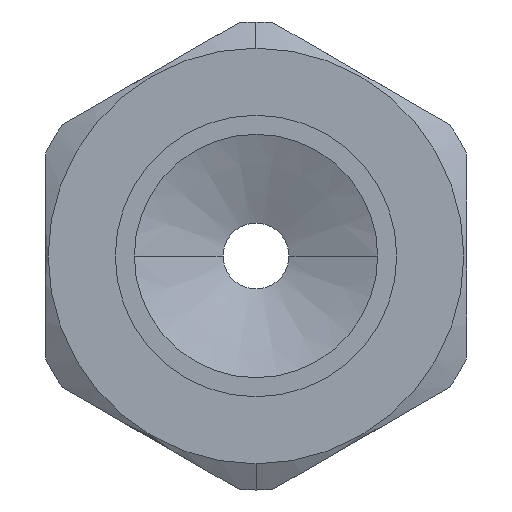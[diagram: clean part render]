
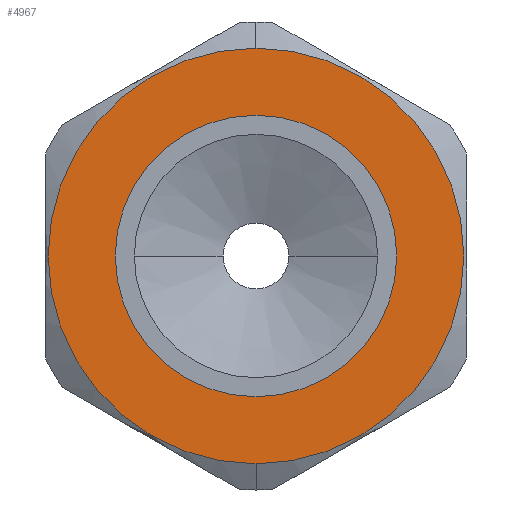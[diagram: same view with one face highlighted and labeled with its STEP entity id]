
A CAD part, front view. The second image highlights one B-rep face of the part: STEP entity #4967.
In plain terms, the highlighted planar face has unit normal (0, -1, 0).
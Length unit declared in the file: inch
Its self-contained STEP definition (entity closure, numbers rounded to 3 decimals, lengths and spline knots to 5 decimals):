
#260 = ORIENTED_EDGE ( 'NONE', *, *, #8403, .T. ) ;
#323 = CIRCLE ( 'NONE', #4516, 0.555 ) ;
#792 = CIRCLE ( 'NONE', #8378, 0.555 ) ;
#807 = CARTESIAN_POINT ( 'NONE',  ( 0., 1.1325, 0. ) ) ;
#1102 = EDGE_CURVE ( 'NONE', #1714, #5264, #1849, .T. ) ;
#1714 = VERTEX_POINT ( 'NONE', #4886 ) ;
#1849 = CIRCLE ( 'NONE', #8357, 0.376 ) ;
#2415 = DIRECTION ( 'NONE',  ( -1., 0., 0. ) ) ;
#2939 = VERTEX_POINT ( 'NONE', #8679 ) ;
#3233 = ORIENTED_EDGE ( 'NONE', *, *, #7754, .T. ) ;
#3732 = ORIENTED_EDGE ( 'NONE', *, *, #4453, .T. ) ;
#3991 = CARTESIAN_POINT ( 'NONE',  ( 0., 1.1325, 0. ) ) ;
#4129 = PLANE ( 'NONE',  #10287 ) ;
#4174 = DIRECTION ( 'NONE',  ( 1., 0., 0. ) ) ;
#4453 = EDGE_CURVE ( 'NONE', #5264, #1714, #10929, .T. ) ;
#4516 = AXIS2_PLACEMENT_3D ( 'NONE', #6296, #6115, #5267 ) ;
#4843 = EDGE_LOOP ( 'NONE', ( #9909, #3732 ) ) ;
#4886 = CARTESIAN_POINT ( 'NONE',  ( -0.376, 1.1325, 0. ) ) ;
#4967 = ADVANCED_FACE ( 'NONE', ( #11077, #9849 ), #4129, .T. ) ;
#4997 = DIRECTION ( 'NONE',  ( 0., -1., 0. ) ) ;
#5124 = CARTESIAN_POINT ( 'NONE',  ( -0.376, 1.1325, 0. ) ) ;
#5264 = VERTEX_POINT ( 'NONE', #5933 ) ;
#5267 = DIRECTION ( 'NONE',  ( 0., 0., -1. ) ) ;
#5933 = CARTESIAN_POINT ( 'NONE',  ( 0.376, 1.1325, 0. ) ) ;
#6115 = DIRECTION ( 'NONE',  ( 0., -1., 0. ) ) ;
#6296 = CARTESIAN_POINT ( 'NONE',  ( 0., 1.1325, 0. ) ) ;
#6318 = DIRECTION ( 'NONE',  ( 0., 1., 0. ) ) ;
#7235 = CARTESIAN_POINT ( 'NONE',  ( 0., 1.1325, 0.555 ) ) ;
#7711 = DIRECTION ( 'NONE',  ( -1., 0., 0. ) ) ;
#7754 = EDGE_CURVE ( 'NONE', #2939, #11856, #792, .T. ) ;
#8357 = AXIS2_PLACEMENT_3D ( 'NONE', #10201, #6318, #2415 ) ;
#8378 = AXIS2_PLACEMENT_3D ( 'NONE', #3991, #4997, #11885 ) ;
#8403 = EDGE_CURVE ( 'NONE', #11856, #2939, #323, .T. ) ;
#8679 = CARTESIAN_POINT ( 'NONE',  ( 0., 1.1325, -0.555 ) ) ;
#9849 = FACE_OUTER_BOUND ( 'NONE', #10668, .T. ) ;
#9909 = ORIENTED_EDGE ( 'NONE', *, *, #1102, .T. ) ;
#10201 = CARTESIAN_POINT ( 'NONE',  ( 0., 1.1325, 0. ) ) ;
#10221 = DIRECTION ( 'NONE',  ( 0., -1., 0. ) ) ;
#10287 = AXIS2_PLACEMENT_3D ( 'NONE', #5124, #10221, #4174 ) ;
#10603 = DIRECTION ( 'NONE',  ( 0., 1., 0. ) ) ;
#10668 = EDGE_LOOP ( 'NONE', ( #260, #3233 ) ) ;
#10929 = CIRCLE ( 'NONE', #11426, 0.376 ) ;
#11077 = FACE_BOUND ( 'NONE', #4843, .T. ) ;
#11426 = AXIS2_PLACEMENT_3D ( 'NONE', #807, #10603, #7711 ) ;
#11856 = VERTEX_POINT ( 'NONE', #7235 ) ;
#11885 = DIRECTION ( 'NONE',  ( 0., 0., -1. ) ) ;
